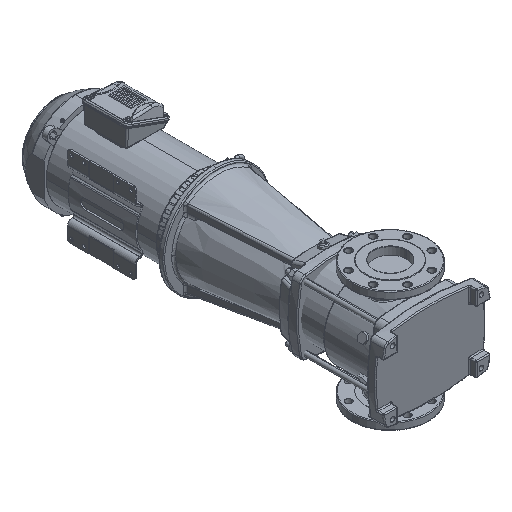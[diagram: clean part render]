
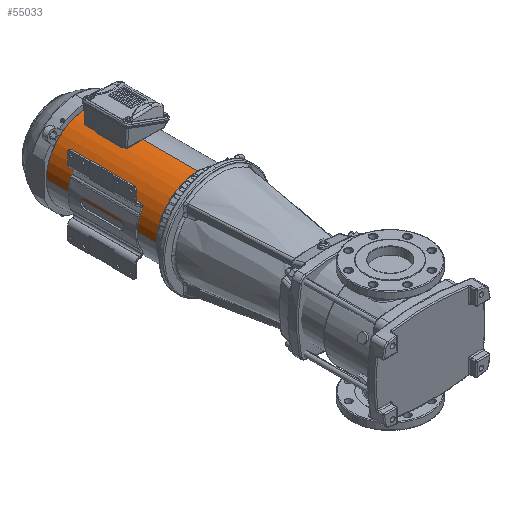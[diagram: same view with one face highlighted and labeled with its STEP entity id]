
A CAD part, isometric view. The second image highlights one B-rep face of the part: STEP entity #55033.
In plain terms, the highlighted cylindrical face has radius 124.3 mm (diameter 248.6 mm), a partial arc.
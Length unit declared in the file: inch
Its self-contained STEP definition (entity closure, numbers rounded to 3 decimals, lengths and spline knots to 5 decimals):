
#896 = CIRCLE ( 'NONE', #50049, 4.8937 ) ;
#4752 = ORIENTED_EDGE ( 'NONE', *, *, #138302, .T. ) ;
#5298 = CYLINDRICAL_SURFACE ( 'NONE', #29707, 4.8937 ) ;
#8349 = CARTESIAN_POINT ( 'NONE',  ( 6.01795, -5.64244, 0.00085 ) ) ;
#17271 = DIRECTION ( 'NONE',  ( -1., 0., 0. ) ) ;
#22358 = DIRECTION ( 'NONE',  ( 0., -1., 0. ) ) ;
#22448 = ORIENTED_EDGE ( 'NONE', *, *, #90886, .F. ) ;
#23005 = VERTEX_POINT ( 'NONE', #23456 ) ;
#23456 = CARTESIAN_POINT ( 'NONE',  ( 6.01795, -0.74874, 4.8937 ) ) ;
#29707 = AXIS2_PLACEMENT_3D ( 'NONE', #153539, #68481, #117090 ) ;
#34894 = ORIENTED_EDGE ( 'NONE', *, *, #147640, .T. ) ;
#50049 = AXIS2_PLACEMENT_3D ( 'NONE', #149786, #127076, #125493 ) ;
#55033 = ADVANCED_FACE ( 'NONE', ( #57926 ), #5298, .T. ) ;
#55055 = VECTOR ( 'NONE', #17271, 39.37008 ) ;
#55643 = CARTESIAN_POINT ( 'NONE',  ( 6.01795, -0.74874, 0. ) ) ;
#57926 = FACE_OUTER_BOUND ( 'NONE', #62672, .T. ) ;
#62672 = EDGE_LOOP ( 'NONE', ( #4752, #34894, #22448, #72952 ) ) ;
#68481 = DIRECTION ( 'NONE',  ( -1., 0., 0. ) ) ;
#72040 = CARTESIAN_POINT ( 'NONE',  ( 38.30292, -0.74874, 4.8937 ) ) ;
#72952 = ORIENTED_EDGE ( 'NONE', *, *, #74186, .F. ) ;
#74186 = EDGE_CURVE ( 'NONE', #89642, #154567, #78861, .T. ) ;
#78861 = LINE ( 'NONE', #118519, #55055 ) ;
#85624 = CARTESIAN_POINT ( 'NONE',  ( -6.94937, -0.74874, 4.8937 ) ) ;
#86600 = LINE ( 'NONE', #72040, #117287 ) ;
#88990 = VERTEX_POINT ( 'NONE', #85624 ) ;
#89642 = VERTEX_POINT ( 'NONE', #8349 ) ;
#90886 = EDGE_CURVE ( 'NONE', #154567, #88990, #896, .T. ) ;
#92926 = AXIS2_PLACEMENT_3D ( 'NONE', #55643, #130941, #22358 ) ;
#100643 = CIRCLE ( 'NONE', #92926, 4.8937 ) ;
#117090 = DIRECTION ( 'NONE',  ( 0., 0., 1. ) ) ;
#117287 = VECTOR ( 'NONE', #149715, 39.37008 ) ;
#118519 = CARTESIAN_POINT ( 'NONE',  ( 38.30292, -5.64244, 0.00085 ) ) ;
#125493 = DIRECTION ( 'NONE',  ( 0., -1., 0. ) ) ;
#127076 = DIRECTION ( 'NONE',  ( -1., 0., 0. ) ) ;
#130941 = DIRECTION ( 'NONE',  ( -1., 0., 0. ) ) ;
#138302 = EDGE_CURVE ( 'NONE', #89642, #23005, #100643, .T. ) ;
#147640 = EDGE_CURVE ( 'NONE', #23005, #88990, #86600, .T. ) ;
#149715 = DIRECTION ( 'NONE',  ( -1., 0., 0. ) ) ;
#149786 = CARTESIAN_POINT ( 'NONE',  ( -6.94937, -0.74874, 0. ) ) ;
#153539 = CARTESIAN_POINT ( 'NONE',  ( 38.30292, -0.74874, 0. ) ) ;
#154567 = VERTEX_POINT ( 'NONE', #154624 ) ;
#154624 = CARTESIAN_POINT ( 'NONE',  ( -6.94937, -5.64244, 0.00085 ) ) ;
